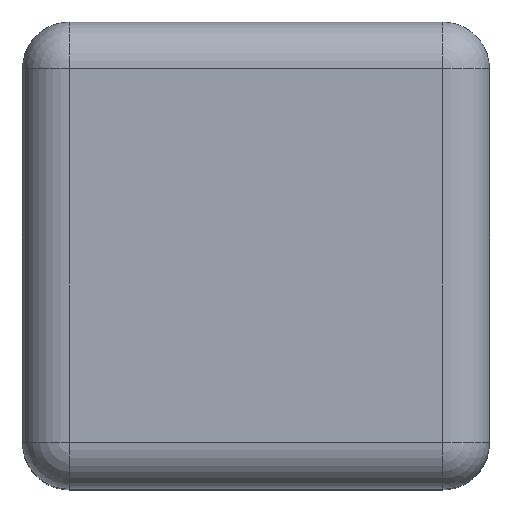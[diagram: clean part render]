
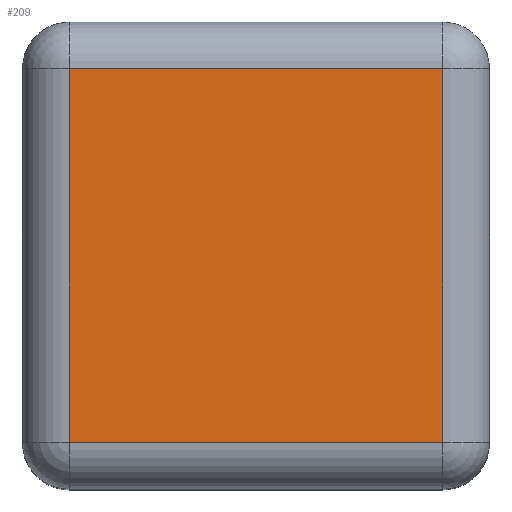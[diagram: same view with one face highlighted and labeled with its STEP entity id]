
A CAD part, top view. The second image highlights one B-rep face of the part: STEP entity #209.
In plain terms, the highlighted planar face has unit normal (0, 0, 1).
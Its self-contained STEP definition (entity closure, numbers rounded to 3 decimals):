
#12=DIRECTION('',(0.,0.,1.));
#33=VECTOR('',#34,1.);
#34=DIRECTION('',(0.,1.,0.));
#43=VECTOR('',#44,1.);
#44=DIRECTION('',(-0.,-1.,-0.));
#47=DIRECTION('',(1.,0.,0.));
#78=VERTEX_POINT('',#79);
#79=CARTESIAN_POINT('',(-0.38,2.88,9.));
#87=VERTEX_POINT('',#88);
#88=CARTESIAN_POINT('',(-0.38,-2.88,9.));
#92=EDGE_CURVE('',#78,#87,#93,.T.);
#93=LINE('',#79,#43);
#105=VECTOR('',#47,1.);
#209=ADVANCED_FACE('',(#210),#228,.T.);
#210=FACE_BOUND('',#211,.T.);
#211=EDGE_LOOP('',(#212,#219,#220,#225));
#212=ORIENTED_EDGE('',*,*,#213,.T.);
#213=EDGE_CURVE('',#214,#78,#216,.T.);
#214=VERTEX_POINT('',#215);
#215=CARTESIAN_POINT('',(5.38,2.88,9.));
#216=LINE('',#215,#217);
#217=VECTOR('',#218,1.);
#218=DIRECTION('',(-1.,-0.,-0.));
#219=ORIENTED_EDGE('',*,*,#92,.T.);
#220=ORIENTED_EDGE('',*,*,#221,.T.);
#221=EDGE_CURVE('',#87,#222,#224,.T.);
#222=VERTEX_POINT('',#223);
#223=CARTESIAN_POINT('',(5.38,-2.88,9.));
#224=LINE('',#88,#105);
#225=ORIENTED_EDGE('',*,*,#226,.T.);
#226=EDGE_CURVE('',#222,#214,#227,.T.);
#227=LINE('',#223,#33);
#228=PLANE('',#229);
#229=AXIS2_PLACEMENT_3D('',#230,#12,#47);
#230=CARTESIAN_POINT('',(-1.1,-3.6,9.));
